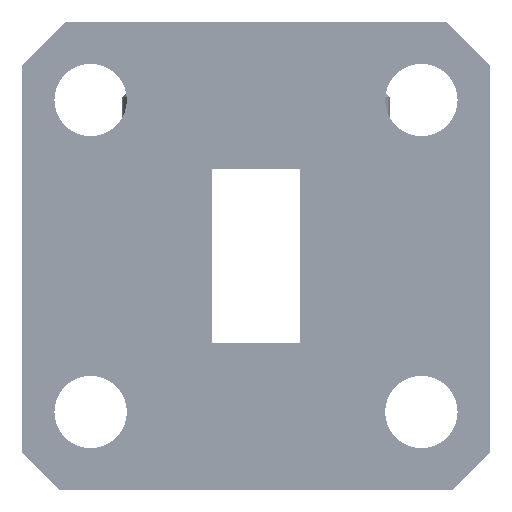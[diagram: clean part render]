
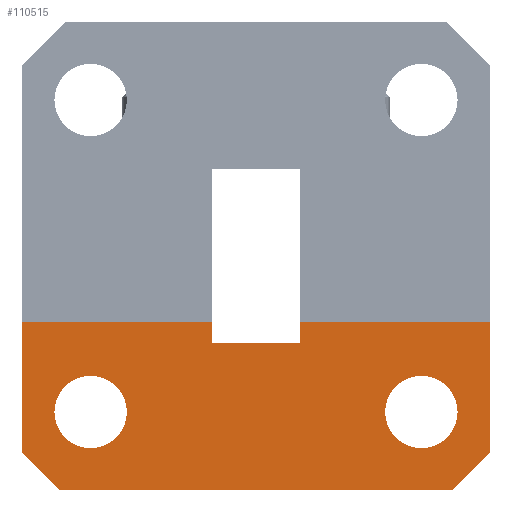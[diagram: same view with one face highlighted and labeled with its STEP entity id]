
A CAD part, left-side view. The second image highlights one B-rep face of the part: STEP entity #110515.
In plain terms, the highlighted planar face has unit normal (-1, 0, 0).
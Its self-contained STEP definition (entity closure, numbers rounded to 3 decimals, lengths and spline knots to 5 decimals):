
#196 = ORIENTED_EDGE ( 'NONE', *, *, #28338, .F. ) ;
#450 = EDGE_CURVE ( 'NONE', #19957, #114824, #37045, .T. ) ;
#2074 = EDGE_CURVE ( 'NONE', #89144, #19957, #56450, .T. ) ;
#2327 = EDGE_CURVE ( 'NONE', #115087, #82341, #113262, .T. ) ;
#3762 = VECTOR ( 'NONE', #107952, 39.37008 ) ;
#5034 = CARTESIAN_POINT ( 'NONE',  ( -4.61578, 0.64089, 0.85541 ) ) ;
#7542 = VERTEX_POINT ( 'NONE', #37119 ) ;
#8906 = DIRECTION ( 'NONE',  ( 0., 0., 1. ) ) ;
#10753 = CARTESIAN_POINT ( 'NONE',  ( -4.61578, 0.50089, 0.82091 ) ) ;
#13143 = CIRCLE ( 'NONE', #121093, 0.058 ) ;
#13949 = DIRECTION ( 'NONE',  ( 0., 0., -1. ) ) ;
#14191 = CIRCLE ( 'NONE', #104604, 0.058 ) ;
#14201 = AXIS2_PLACEMENT_3D ( 'NONE', #58133, #120493, #68658 ) ;
#15021 = VERTEX_POINT ( 'NONE', #98078 ) ;
#17168 = VECTOR ( 'NONE', #111724, 39.37008 ) ;
#17571 = VECTOR ( 'NONE', #64272, 39.37008 ) ;
#19957 = VERTEX_POINT ( 'NONE', #49079 ) ;
#21701 = ORIENTED_EDGE ( 'NONE', *, *, #37565, .T. ) ;
#21826 = EDGE_CURVE ( 'NONE', #82341, #114824, #88511, .T. ) ;
#21863 = ORIENTED_EDGE ( 'NONE', *, *, #450, .F. ) ;
#24191 = VERTEX_POINT ( 'NONE', #109688 ) ;
#24541 = DIRECTION ( 'NONE',  ( 1., 0., 0. ) ) ;
#25292 = CIRCLE ( 'NONE', #14201, 0.058 ) ;
#25446 = CARTESIAN_POINT ( 'NONE',  ( -4.61578, 0.30589, 0.65291 ) ) ;
#25906 = EDGE_LOOP ( 'NONE', ( #21701, #55191 ) ) ;
#26004 = EDGE_CURVE ( 'NONE', #100882, #48403, #124258, .T. ) ;
#26830 = CARTESIAN_POINT ( 'NONE',  ( -4.61578, 0.19589, 0.85541 ) ) ;
#28338 = EDGE_CURVE ( 'NONE', #33937, #89144, #117333, .T. ) ;
#28680 = VECTOR ( 'NONE', #110483, 39.37008 ) ;
#29669 = ORIENTED_EDGE ( 'NONE', *, *, #127795, .T. ) ;
#30251 = LINE ( 'NONE', #103103, #17168 ) ;
#30913 = VECTOR ( 'NONE', #58327, 39.37008 ) ;
#33937 = VERTEX_POINT ( 'NONE', #72134 ) ;
#34174 = ORIENTED_EDGE ( 'NONE', *, *, #26004, .T. ) ;
#37045 = LINE ( 'NONE', #72984, #17571 ) ;
#37119 = CARTESIAN_POINT ( 'NONE',  ( -4.61578, 0.83589, 0.65291 ) ) ;
#37565 = EDGE_CURVE ( 'NONE', #15021, #104321, #115458, .T. ) ;
#38211 = ORIENTED_EDGE ( 'NONE', *, *, #2327, .T. ) ;
#39277 = EDGE_LOOP ( 'NONE', ( #29669, #85925 ) ) ;
#40256 = DIRECTION ( 'NONE',  ( 0., 0., 1. ) ) ;
#43931 = DIRECTION ( 'NONE',  ( 0., -1., 0. ) ) ;
#44547 = AXIS2_PLACEMENT_3D ( 'NONE', #95141, #126460, #13949 ) ;
#45415 = EDGE_CURVE ( 'NONE', #47762, #24191, #75320, .T. ) ;
#47630 = CARTESIAN_POINT ( 'NONE',  ( -4.61578, 0.19589, 0.64591 ) ) ;
#47762 = VERTEX_POINT ( 'NONE', #108830 ) ;
#48403 = VERTEX_POINT ( 'NONE', #69578 ) ;
#49079 = CARTESIAN_POINT ( 'NONE',  ( -4.61578, 0.50089, 0.85541 ) ) ;
#50365 = DIRECTION ( 'NONE',  ( 0., -0.707, 0.707 ) ) ;
#51312 = FACE_BOUND ( 'NONE', #25906, .T. ) ;
#51689 = CARTESIAN_POINT ( 'NONE',  ( -4.61578, 0.19589, 0.64591 ) ) ;
#55191 = ORIENTED_EDGE ( 'NONE', *, *, #94321, .T. ) ;
#55420 = PLANE ( 'NONE',  #44547 ) ;
#56450 = LINE ( 'NONE', #110049, #28680 ) ;
#56545 = ORIENTED_EDGE ( 'NONE', *, *, #96632, .T. ) ;
#58133 = CARTESIAN_POINT ( 'NONE',  ( -4.61578, 0.83589, 0.71091 ) ) ;
#58162 = LINE ( 'NONE', #95218, #79359 ) ;
#58327 = DIRECTION ( 'NONE',  ( 0., -1., 0. ) ) ;
#61247 = CARTESIAN_POINT ( 'NONE',  ( -4.61578, 0.19589, 0.85541 ) ) ;
#62109 = DIRECTION ( 'NONE',  ( 1., 0., 0. ) ) ;
#64272 = DIRECTION ( 'NONE',  ( 0., -1., 0. ) ) ;
#68658 = DIRECTION ( 'NONE',  ( 0., 0., 1. ) ) ;
#69578 = CARTESIAN_POINT ( 'NONE',  ( -4.61578, 0.88589, 0.58591 ) ) ;
#71772 = EDGE_LOOP ( 'NONE', ( #73308, #127907, #91905, #34174, #56545, #38211, #86946, #21863, #75700, #196 ) ) ;
#72134 = CARTESIAN_POINT ( 'NONE',  ( -4.61578, 0.64089, 0.82091 ) ) ;
#72984 = CARTESIAN_POINT ( 'NONE',  ( -4.61578, 0.57089, 0.85541 ) ) ;
#73057 = CARTESIAN_POINT ( 'NONE',  ( -4.61578, 0.30589, 0.71091 ) ) ;
#73308 = ORIENTED_EDGE ( 'NONE', *, *, #100313, .F. ) ;
#75320 = LINE ( 'NONE', #118576, #117634 ) ;
#75700 = ORIENTED_EDGE ( 'NONE', *, *, #2074, .F. ) ;
#77030 = VECTOR ( 'NONE', #87992, 39.37008 ) ;
#78332 = DIRECTION ( 'NONE',  ( 0., 0., 1. ) ) ;
#79359 = VECTOR ( 'NONE', #105617, 39.37008 ) ;
#79977 = CARTESIAN_POINT ( 'NONE',  ( -4.61578, 0.94589, 0.64591 ) ) ;
#82341 = VERTEX_POINT ( 'NONE', #47630 ) ;
#84059 = VERTEX_POINT ( 'NONE', #124365 ) ;
#85925 = ORIENTED_EDGE ( 'NONE', *, *, #87506, .T. ) ;
#86946 = ORIENTED_EDGE ( 'NONE', *, *, #21826, .T. ) ;
#87506 = EDGE_CURVE ( 'NONE', #7542, #84059, #14191, .T. ) ;
#87992 = DIRECTION ( 'NONE',  ( 0., -0.707, -0.707 ) ) ;
#88511 = LINE ( 'NONE', #61247, #106324 ) ;
#89144 = VERTEX_POINT ( 'NONE', #10753 ) ;
#91905 = ORIENTED_EDGE ( 'NONE', *, *, #127744, .T. ) ;
#94321 = EDGE_CURVE ( 'NONE', #104321, #15021, #13143, .T. ) ;
#95141 = CARTESIAN_POINT ( 'NONE',  ( -4.61578, 0.19589, 0.85541 ) ) ;
#95218 = CARTESIAN_POINT ( 'NONE',  ( -4.61578, 0.57089, 0.58591 ) ) ;
#96632 = EDGE_CURVE ( 'NONE', #48403, #115087, #58162, .T. ) ;
#98078 = CARTESIAN_POINT ( 'NONE',  ( -4.61578, 0.30589, 0.76891 ) ) ;
#100313 = EDGE_CURVE ( 'NONE', #24191, #33937, #106327, .T. ) ;
#100882 = VERTEX_POINT ( 'NONE', #79977 ) ;
#103103 = CARTESIAN_POINT ( 'NONE',  ( -4.61578, 0.94589, 0.85541 ) ) ;
#104321 = VERTEX_POINT ( 'NONE', #25446 ) ;
#104515 = AXIS2_PLACEMENT_3D ( 'NONE', #106066, #116501, #127007 ) ;
#104604 = AXIS2_PLACEMENT_3D ( 'NONE', #119711, #24541, #78332 ) ;
#105617 = DIRECTION ( 'NONE',  ( 0., -1., 0. ) ) ;
#106066 = CARTESIAN_POINT ( 'NONE',  ( -4.61578, 0.30589, 0.71091 ) ) ;
#106324 = VECTOR ( 'NONE', #8906, 39.37008 ) ;
#106327 = LINE ( 'NONE', #5034, #3762 ) ;
#107952 = DIRECTION ( 'NONE',  ( 0., 0., -1. ) ) ;
#108830 = CARTESIAN_POINT ( 'NONE',  ( -4.61578, 0.94589, 0.85541 ) ) ;
#109688 = CARTESIAN_POINT ( 'NONE',  ( -4.61578, 0.64089, 0.85541 ) ) ;
#110049 = CARTESIAN_POINT ( 'NONE',  ( -4.61578, 0.50089, 0.85541 ) ) ;
#110483 = DIRECTION ( 'NONE',  ( 0., 0., 1. ) ) ;
#110515 = ADVANCED_FACE ( 'NONE', ( #124599, #51312, #113217 ), #55420, .F. ) ;
#110656 = CARTESIAN_POINT ( 'NONE',  ( -4.61578, 0.19589, 0.82091 ) ) ;
#111724 = DIRECTION ( 'NONE',  ( 0., 0., -1. ) ) ;
#113217 = FACE_BOUND ( 'NONE', #39277, .T. ) ;
#113262 = LINE ( 'NONE', #51689, #119812 ) ;
#114824 = VERTEX_POINT ( 'NONE', #26830 ) ;
#115087 = VERTEX_POINT ( 'NONE', #135155 ) ;
#115458 = CIRCLE ( 'NONE', #104515, 0.058 ) ;
#116501 = DIRECTION ( 'NONE',  ( 1., 0., 0. ) ) ;
#117333 = LINE ( 'NONE', #110656, #30913 ) ;
#117634 = VECTOR ( 'NONE', #43931, 39.37008 ) ;
#118576 = CARTESIAN_POINT ( 'NONE',  ( -4.61578, 0.57089, 0.85541 ) ) ;
#119711 = CARTESIAN_POINT ( 'NONE',  ( -4.61578, 0.83589, 0.71091 ) ) ;
#119812 = VECTOR ( 'NONE', #50365, 39.37008 ) ;
#120493 = DIRECTION ( 'NONE',  ( 1., 0., 0. ) ) ;
#121093 = AXIS2_PLACEMENT_3D ( 'NONE', #73057, #62109, #40256 ) ;
#124258 = LINE ( 'NONE', #131584, #77030 ) ;
#124365 = CARTESIAN_POINT ( 'NONE',  ( -4.61578, 0.83589, 0.76891 ) ) ;
#124599 = FACE_OUTER_BOUND ( 'NONE', #71772, .T. ) ;
#126460 = DIRECTION ( 'NONE',  ( 1., 0., 0. ) ) ;
#127007 = DIRECTION ( 'NONE',  ( 0., 0., 1. ) ) ;
#127744 = EDGE_CURVE ( 'NONE', #47762, #100882, #30251, .T. ) ;
#127795 = EDGE_CURVE ( 'NONE', #84059, #7542, #25292, .T. ) ;
#127907 = ORIENTED_EDGE ( 'NONE', *, *, #45415, .F. ) ;
#131584 = CARTESIAN_POINT ( 'NONE',  ( -4.61578, 0.94589, 0.64591 ) ) ;
#135155 = CARTESIAN_POINT ( 'NONE',  ( -4.61578, 0.25589, 0.58591 ) ) ;
